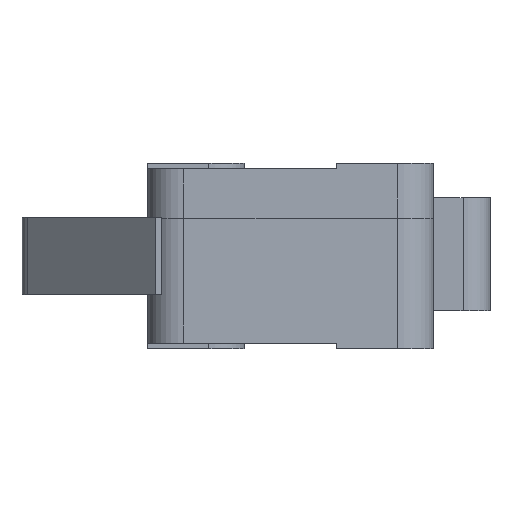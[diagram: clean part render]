
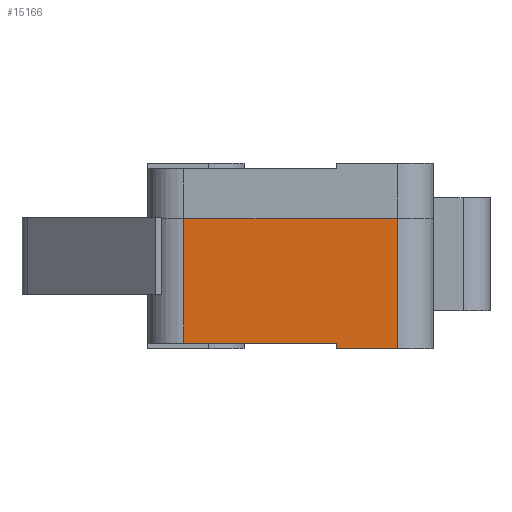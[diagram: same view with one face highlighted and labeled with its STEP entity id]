
A CAD part, left-side view. The second image highlights one B-rep face of the part: STEP entity #15166.
In plain terms, the highlighted planar face has unit normal (-1, 0, 0).
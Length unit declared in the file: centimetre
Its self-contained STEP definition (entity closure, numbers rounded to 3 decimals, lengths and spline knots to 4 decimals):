
#1554=FACE_OUTER_BOUND('',#2413,.T.);
#2413=EDGE_LOOP('',(#13824,#13825,#13826,#13827,#13828,#13829));
#3702=LINE('',#24606,#5357);
#4168=LINE('',#27447,#5823);
#4171=LINE('',#27455,#5826);
#4175=LINE('',#27466,#5830);
#4178=LINE('',#27472,#5833);
#4189=LINE('',#27501,#5844);
#5357=VECTOR('',#17858,1.);
#5823=VECTOR('',#18878,1.);
#5826=VECTOR('',#18885,1.);
#5830=VECTOR('',#18901,1.);
#5833=VECTOR('',#18910,1.);
#5844=VECTOR('',#18947,1.);
#6988=VERTEX_POINT('',#24596);
#6990=VERTEX_POINT('',#24605);
#7278=VERTEX_POINT('',#27443);
#7279=VERTEX_POINT('',#27445);
#7282=VERTEX_POINT('',#27454);
#7283=VERTEX_POINT('',#27464);
#8831=EDGE_CURVE('',#6990,#6988,#3702,.T.);
#9447=EDGE_CURVE('',#7278,#7279,#4168,.T.);
#9451=EDGE_CURVE('',#7282,#7278,#4171,.T.);
#9457=EDGE_CURVE('',#7283,#7279,#4175,.T.);
#9460=EDGE_CURVE('',#7282,#6988,#4178,.T.);
#9473=EDGE_CURVE('',#7283,#6990,#4189,.T.);
#13824=ORIENTED_EDGE('',*,*,#8831,.T.);
#13825=ORIENTED_EDGE('',*,*,#9460,.F.);
#13826=ORIENTED_EDGE('',*,*,#9451,.T.);
#13827=ORIENTED_EDGE('',*,*,#9447,.T.);
#13828=ORIENTED_EDGE('',*,*,#9457,.F.);
#13829=ORIENTED_EDGE('',*,*,#9473,.T.);
#14373=PLANE('',#15885);
#15166=ADVANCED_FACE('',(#1554),#14373,.T.);
#15885=AXIS2_PLACEMENT_3D('',#27500,#18945,#18946);
#17858=DIRECTION('',(0.,1.,0.));
#18878=DIRECTION('',(0.,0.,-1.));
#18885=DIRECTION('',(0.,-1.,0.));
#18901=DIRECTION('',(0.,1.,0.));
#18910=DIRECTION('',(0.,0.,1.));
#18945=DIRECTION('center_axis',(-1.,0.,0.));
#18946=DIRECTION('ref_axis',(0.,0.,1.));
#18947=DIRECTION('',(0.,0.,1.));
#24596=CARTESIAN_POINT('',(-2.89,0.6425,0.725));
#24605=CARTESIAN_POINT('',(-2.89,-0.5475,0.725));
#24606=CARTESIAN_POINT('',(-2.89,0.1475,0.725));
#27443=CARTESIAN_POINT('',(-2.89,-0.2075,0.03));
#27445=CARTESIAN_POINT('',(-2.89,-0.2075,0.));
#27447=CARTESIAN_POINT('',(-2.89,-0.2075,0.));
#27454=CARTESIAN_POINT('',(-2.89,0.6425,0.03));
#27455=CARTESIAN_POINT('',(-2.89,-0.246,0.03));
#27464=CARTESIAN_POINT('',(-2.89,-0.5475,0.));
#27466=CARTESIAN_POINT('',(-2.89,-0.5475,0.));
#27472=CARTESIAN_POINT('',(-2.89,0.6425,0.));
#27500=CARTESIAN_POINT('Origin',(-2.89,-0.5475,0.));
#27501=CARTESIAN_POINT('',(-2.89,-0.5475,0.));
